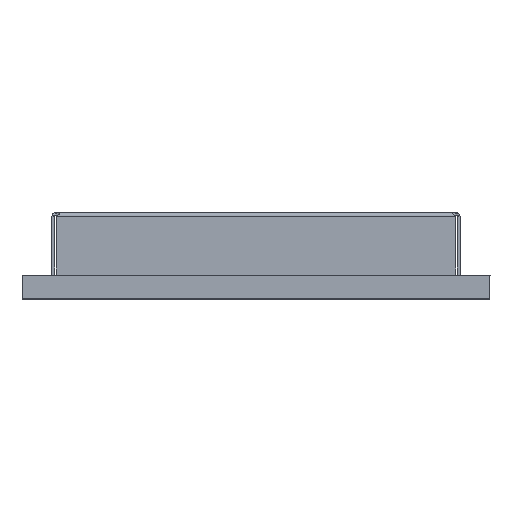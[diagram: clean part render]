
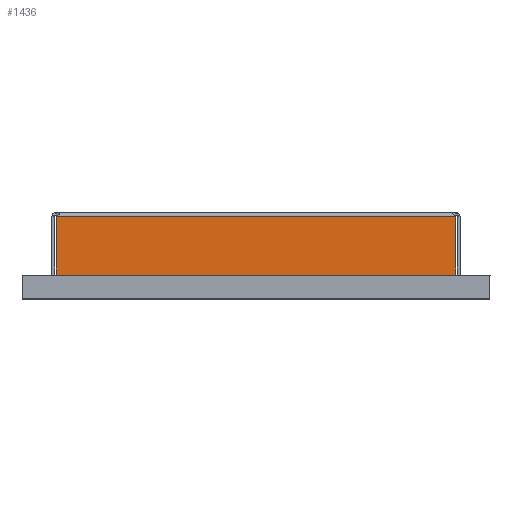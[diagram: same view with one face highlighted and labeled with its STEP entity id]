
A CAD part, top view. The second image highlights one B-rep face of the part: STEP entity #1436.
In plain terms, the highlighted planar face has unit normal (0, 0, 1).
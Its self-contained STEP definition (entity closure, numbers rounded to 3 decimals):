
#494 = CARTESIAN_POINT ( 'NONE',  ( -7.679, 3.15, 9.3 ) ) ;
#1417 = VECTOR ( 'NONE', #4936, 1000. ) ;
#1436 = ADVANCED_FACE ( 'NONE', ( #9807 ), #13398, .T. ) ;
#2079 = CARTESIAN_POINT ( 'NONE',  ( 7.679, 3.15, 9.3 ) ) ;
#2756 = EDGE_CURVE ( 'NONE', #14288, #10842, #8516, .T. ) ;
#2853 = EDGE_LOOP ( 'NONE', ( #5629, #8211, #8524, #14687 ) ) ;
#4051 = CARTESIAN_POINT ( 'NONE',  ( -7.85, 0.9, 9.3 ) ) ;
#4936 = DIRECTION ( 'NONE',  ( -1., 0., 0. ) ) ;
#5011 = CARTESIAN_POINT ( 'NONE',  ( -7.679, 3.2, 9.3 ) ) ;
#5629 = ORIENTED_EDGE ( 'NONE', *, *, #2756, .T. ) ;
#5725 = CARTESIAN_POINT ( 'NONE',  ( 0., 0., 9.3 ) ) ;
#6158 = DIRECTION ( 'NONE',  ( 0., 1., 0. ) ) ;
#6477 = VECTOR ( 'NONE', #15569, 1000. ) ;
#6651 = VERTEX_POINT ( 'NONE', #12738 ) ;
#7066 = DIRECTION ( 'NONE',  ( 0., -1., 0. ) ) ;
#8211 = ORIENTED_EDGE ( 'NONE', *, *, #14751, .F. ) ;
#8516 = LINE ( 'NONE', #12848, #1417 ) ;
#8524 = ORIENTED_EDGE ( 'NONE', *, *, #15995, .F. ) ;
#9104 = CARTESIAN_POINT ( 'NONE',  ( 7.679, 0., 9.3 ) ) ;
#9807 = FACE_OUTER_BOUND ( 'NONE', #2853, .T. ) ;
#10589 = CARTESIAN_POINT ( 'NONE',  ( -7.679, 0.9, 9.3 ) ) ;
#10714 = VECTOR ( 'NONE', #13071, 1000. ) ;
#10842 = VERTEX_POINT ( 'NONE', #494 ) ;
#11107 = LINE ( 'NONE', #4051, #10714 ) ;
#12711 = LINE ( 'NONE', #5011, #16584 ) ;
#12738 = CARTESIAN_POINT ( 'NONE',  ( 7.679, 0.9, 9.3 ) ) ;
#12842 = VERTEX_POINT ( 'NONE', #10589 ) ;
#12848 = CARTESIAN_POINT ( 'NONE',  ( 0., 3.15, 9.3 ) ) ;
#13071 = DIRECTION ( 'NONE',  ( -1., 0., 0. ) ) ;
#13398 = PLANE ( 'NONE',  #14431 ) ;
#14288 = VERTEX_POINT ( 'NONE', #2079 ) ;
#14431 = AXIS2_PLACEMENT_3D ( 'NONE', #5725, #16038, #7066 ) ;
#14687 = ORIENTED_EDGE ( 'NONE', *, *, #14856, .T. ) ;
#14751 = EDGE_CURVE ( 'NONE', #12842, #10842, #12711, .T. ) ;
#14794 = LINE ( 'NONE', #9104, #6477 ) ;
#14856 = EDGE_CURVE ( 'NONE', #6651, #14288, #14794, .T. ) ;
#15569 = DIRECTION ( 'NONE',  ( 0., 1., 0. ) ) ;
#15995 = EDGE_CURVE ( 'NONE', #6651, #12842, #11107, .T. ) ;
#16038 = DIRECTION ( 'NONE',  ( 0., 0., 1. ) ) ;
#16584 = VECTOR ( 'NONE', #6158, 1000. ) ;
